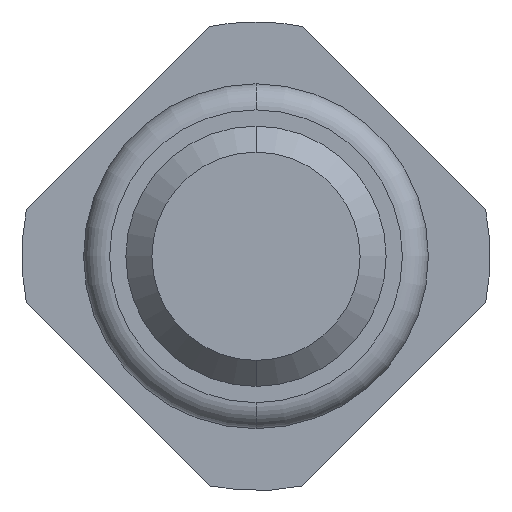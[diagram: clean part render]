
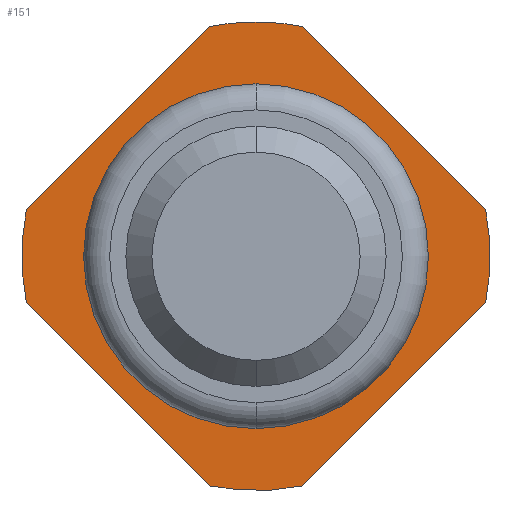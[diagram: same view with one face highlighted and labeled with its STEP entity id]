
A CAD part, front view. The second image highlights one B-rep face of the part: STEP entity #151.
In plain terms, the highlighted planar face has unit normal (0, -1, 0).
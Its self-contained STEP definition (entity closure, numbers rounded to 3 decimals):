
#55 = CIRCLE ( 'NONE', #2137, 1.8 ) ;
#127 = CIRCLE ( 'NONE', #5001, 1.8 ) ;
#151 = ADVANCED_FACE ( 'Defeature ausgef�hrt2_0', ( #506, #1921 ), #2505, .F. ) ;
#222 = EDGE_CURVE ( 'Defeature ausgef�hrt2_4+Defeature ausgef�hrt2_0+Defeature ausgef�hrt2_15+Defeature ausgef�hrt2_16', #4151, #1335, #4815, .T. ) ;
#281 = ORIENTED_EDGE ( 'NONE', *, *, #1582, .F. ) ;
#335 = EDGE_LOOP ( 'NONE', ( #1274, #1157 ) ) ;
#380 = EDGE_CURVE ( 'Defeature ausgef�hrt2_15+Defeature ausgef�hrt2_0+Defeature ausgef�hrt2_1+Defeature ausgef�hrt2_4', #3463, #4151, #3394, .T. ) ;
#450 = ORIENTED_EDGE ( 'NONE', *, *, #3547, .F. ) ;
#484 = AXIS2_PLACEMENT_3D ( 'NONE', #1305, #4079, #1727 ) ;
#506 = FACE_BOUND ( 'NONE', #335, .T. ) ;
#519 = ORIENTED_EDGE ( 'NONE', *, *, #2371, .F. ) ;
#605 = VERTEX_POINT ( 'NONE', #3246 ) ;
#637 = CARTESIAN_POINT ( 'NONE',  ( 0.357, -2., -1.764 ) ) ;
#752 = CARTESIAN_POINT ( 'NONE',  ( 1.764, -2., -0.357 ) ) ;
#764 = CARTESIAN_POINT ( 'NONE',  ( 0., -2., 1.325 ) ) ;
#853 = VECTOR ( 'NONE', #3654, 1000. ) ;
#854 = ORIENTED_EDGE ( 'NONE', *, *, #4245, .F. ) ;
#870 = CIRCLE ( 'NONE', #1776, 1.325 ) ;
#886 = DIRECTION ( 'NONE',  ( 0., 1., 0. ) ) ;
#900 = CARTESIAN_POINT ( 'NONE',  ( -0.161, -2., -1.961 ) ) ;
#993 = DIRECTION ( 'NONE',  ( 0., 1., 0. ) ) ;
#1076 = CARTESIAN_POINT ( 'NONE',  ( 1.961, -2., 0.161 ) ) ;
#1157 = ORIENTED_EDGE ( 'NONE', *, *, #2027, .T. ) ;
#1158 = AXIS2_PLACEMENT_3D ( 'NONE', #3816, #4417, #2496 ) ;
#1274 = ORIENTED_EDGE ( 'NONE', *, *, #2227, .T. ) ;
#1305 = CARTESIAN_POINT ( 'NONE',  ( 0., -2., 0. ) ) ;
#1322 = DIRECTION ( 'NONE',  ( 0.707, 0., 0.707 ) ) ;
#1335 = VERTEX_POINT ( 'NONE', #4592 ) ;
#1341 = DIRECTION ( 'NONE',  ( 0., 0., 1. ) ) ;
#1375 = CARTESIAN_POINT ( 'NONE',  ( -0.161, -2., 1.961 ) ) ;
#1469 = DIRECTION ( 'NONE',  ( 0.707, 0., -0.707 ) ) ;
#1508 = CARTESIAN_POINT ( 'NONE',  ( 1.961, -2., -0.161 ) ) ;
#1552 = CARTESIAN_POINT ( 'NONE',  ( 0., -2., 0. ) ) ;
#1566 = ORIENTED_EDGE ( 'NONE', *, *, #2095, .F. ) ;
#1582 = EDGE_CURVE ( 'Defeature ausgef�hrt2_2+Defeature ausgef�hrt2_0+Defeature ausgef�hrt2_17+Defeature ausgef�hrt2_18', #4583, #1901, #127, .T. ) ;
#1610 = VERTEX_POINT ( 'NONE', #4840 ) ;
#1720 = VECTOR ( 'NONE', #1322, 1000. ) ;
#1727 = DIRECTION ( 'NONE',  ( 0., 0., 1. ) ) ;
#1776 = AXIS2_PLACEMENT_3D ( 'NONE', #3199, #3617, #4795 ) ;
#1801 = CIRCLE ( 'NONE', #484, 1.8 ) ;
#1830 = DIRECTION ( 'NONE',  ( 0., 1., 0. ) ) ;
#1858 = CARTESIAN_POINT ( 'NONE',  ( 0.357, -2., 1.764 ) ) ;
#1901 = VERTEX_POINT ( 'NONE', #1858 ) ;
#1921 = FACE_OUTER_BOUND ( 'NONE', #1932, .T. ) ;
#1932 = EDGE_LOOP ( 'NONE', ( #854, #281, #519, #4249, #1566, #450, #2666, #4948, #4399 ) ) ;
#2027 = EDGE_CURVE ( 'Defeature ausgef�hrt2_0+Defeature ausgef�hrt2_12+Defeature ausgef�hrt2_12+Defeature ausgef�hrt2_12', #3629, #2721, #870, .T. ) ;
#2095 = EDGE_CURVE ( 'Defeature ausgef�hrt2_3+Defeature ausgef�hrt2_0+Defeature ausgef�hrt2_16+Defeature ausgef�hrt2_17', #2452, #1610, #4262, .T. ) ;
#2137 = AXIS2_PLACEMENT_3D ( 'NONE', #1552, #2288, #2312 ) ;
#2227 = EDGE_CURVE ( 'Defeature ausgef�hrt2_0+Defeature ausgef�hrt2_12+Defeature ausgef�hrt2_12+Defeature ausgef�hrt2_12', #2721, #3629, #2291, .T. ) ;
#2266 = LINE ( 'NONE', #900, #853 ) ;
#2288 = DIRECTION ( 'NONE',  ( 0., 1., 0. ) ) ;
#2291 = CIRCLE ( 'NONE', #1158, 1.325 ) ;
#2298 = VECTOR ( 'NONE', #4271, 1000. ) ;
#2312 = DIRECTION ( 'NONE',  ( 0., 0., 1. ) ) ;
#2363 = CARTESIAN_POINT ( 'NONE',  ( 1.764, -2., 0.357 ) ) ;
#2371 = EDGE_CURVE ( 'Defeature ausgef�hrt2_2+Defeature ausgef�hrt2_0+Defeature ausgef�hrt2_17+Defeature ausgef�hrt2_18', #605, #4583, #1801, .T. ) ;
#2452 = VERTEX_POINT ( 'NONE', #3756 ) ;
#2496 = DIRECTION ( 'NONE',  ( 0., 0., 1. ) ) ;
#2505 = PLANE ( 'NONE',  #4240 ) ;
#2625 = DIRECTION ( 'NONE',  ( 0., 0., 1. ) ) ;
#2666 = ORIENTED_EDGE ( 'NONE', *, *, #222, .F. ) ;
#2721 = VERTEX_POINT ( 'NONE', #764 ) ;
#2867 = CARTESIAN_POINT ( 'NONE',  ( 0., -2., 0. ) ) ;
#2910 = CARTESIAN_POINT ( 'NONE',  ( 1.8, -2., 0. ) ) ;
#3182 = AXIS2_PLACEMENT_3D ( 'NONE', #3421, #1830, #2625 ) ;
#3199 = CARTESIAN_POINT ( 'NONE',  ( 0., -2., 0. ) ) ;
#3246 = CARTESIAN_POINT ( 'NONE',  ( -0.357, -2., 1.764 ) ) ;
#3263 = DIRECTION ( 'NONE',  ( 0., 0., 1. ) ) ;
#3394 = LINE ( 'NONE', #1508, #2298 ) ;
#3421 = CARTESIAN_POINT ( 'NONE',  ( 0., -2., 0. ) ) ;
#3463 = VERTEX_POINT ( 'NONE', #752 ) ;
#3547 = EDGE_CURVE ( 'Defeature ausgef�hrt2_16+Defeature ausgef�hrt2_0+Defeature ausgef�hrt2_4+Defeature ausgef�hrt2_3', #1335, #2452, #2266, .T. ) ;
#3563 = LINE ( 'NONE', #1076, #4048 ) ;
#3617 = DIRECTION ( 'NONE',  ( 0., 1., 0. ) ) ;
#3629 = VERTEX_POINT ( 'NONE', #4158 ) ;
#3654 = DIRECTION ( 'NONE',  ( -0.707, 0., 0.707 ) ) ;
#3737 = CARTESIAN_POINT ( 'NONE',  ( 0., -2., 0. ) ) ;
#3756 = CARTESIAN_POINT ( 'NONE',  ( -1.764, -2., -0.357 ) ) ;
#3816 = CARTESIAN_POINT ( 'NONE',  ( 0., -2., 0. ) ) ;
#3877 = EDGE_CURVE ( 'Defeature ausgef�hrt2_1+Defeature ausgef�hrt2_0+Defeature ausgef�hrt2_18+Defeature ausgef�hrt2_15', #4619, #3463, #55, .T. ) ;
#4048 = VECTOR ( 'NONE', #1469, 1000. ) ;
#4054 = DIRECTION ( 'NONE',  ( 0., 1., 0. ) ) ;
#4079 = DIRECTION ( 'NONE',  ( 0., 1., 0. ) ) ;
#4082 = DIRECTION ( 'NONE',  ( 0., 0., 1. ) ) ;
#4151 = VERTEX_POINT ( 'NONE', #637 ) ;
#4158 = CARTESIAN_POINT ( 'NONE',  ( 0., -2., -1.325 ) ) ;
#4240 = AXIS2_PLACEMENT_3D ( 'NONE', #2910, #993, #3263 ) ;
#4245 = EDGE_CURVE ( 'Defeature ausgef�hrt2_18+Defeature ausgef�hrt2_0+Defeature ausgef�hrt2_2+Defeature ausgef�hrt2_1', #1901, #4619, #3563, .T. ) ;
#4249 = ORIENTED_EDGE ( 'NONE', *, *, #4767, .F. ) ;
#4262 = CIRCLE ( 'NONE', #4411, 1.8 ) ;
#4271 = DIRECTION ( 'NONE',  ( -0.707, 0., -0.707 ) ) ;
#4399 = ORIENTED_EDGE ( 'NONE', *, *, #3877, .F. ) ;
#4411 = AXIS2_PLACEMENT_3D ( 'NONE', #3737, #4054, #1341 ) ;
#4417 = DIRECTION ( 'NONE',  ( 0., 1., 0. ) ) ;
#4547 = LINE ( 'NONE', #1375, #1720 ) ;
#4583 = VERTEX_POINT ( 'NONE', #5045 ) ;
#4592 = CARTESIAN_POINT ( 'NONE',  ( -0.357, -2., -1.764 ) ) ;
#4619 = VERTEX_POINT ( 'NONE', #2363 ) ;
#4767 = EDGE_CURVE ( 'Defeature ausgef�hrt2_17+Defeature ausgef�hrt2_0+Defeature ausgef�hrt2_3+Defeature ausgef�hrt2_2', #1610, #605, #4547, .T. ) ;
#4795 = DIRECTION ( 'NONE',  ( 0., 0., 1. ) ) ;
#4815 = CIRCLE ( 'NONE', #3182, 1.8 ) ;
#4840 = CARTESIAN_POINT ( 'NONE',  ( -1.764, -2., 0.357 ) ) ;
#4948 = ORIENTED_EDGE ( 'NONE', *, *, #380, .F. ) ;
#5001 = AXIS2_PLACEMENT_3D ( 'NONE', #2867, #886, #4082 ) ;
#5045 = CARTESIAN_POINT ( 'NONE',  ( 0., -2., 1.8 ) ) ;
